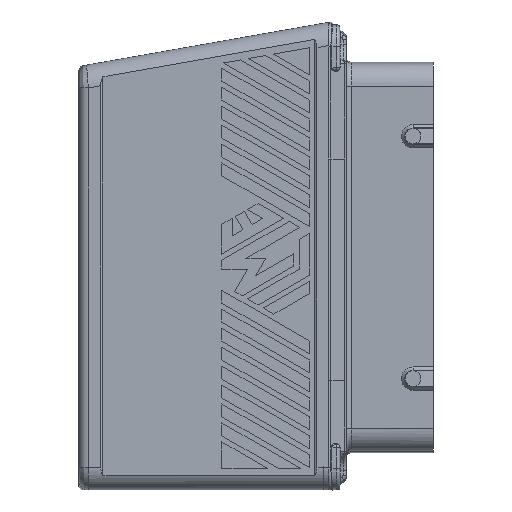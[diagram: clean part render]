
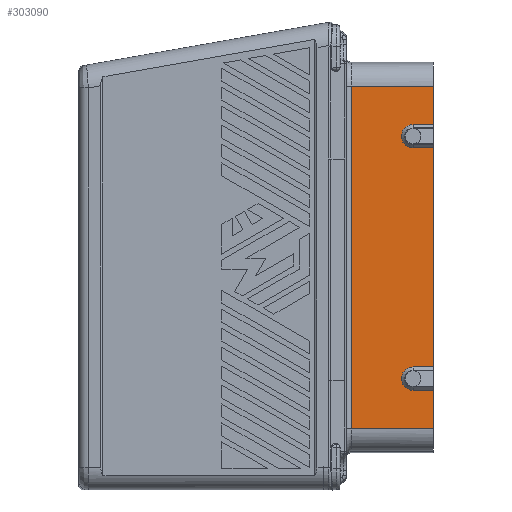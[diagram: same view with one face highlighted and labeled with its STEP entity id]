
A CAD part, left-side view. The second image highlights one B-rep face of the part: STEP entity #303090.
In plain terms, the highlighted planar face has unit normal (-1, 0, 0).
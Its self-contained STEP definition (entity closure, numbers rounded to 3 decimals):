
#233700=CARTESIAN_POINT('',(25.125,45.037,
48.654));
#233710=VERTEX_POINT('',#233700);
#301660=CARTESIAN_POINT('',(25.125,45.037,
-56.571));
#301670=VERTEX_POINT('',#301660);
#301870=CARTESIAN_POINT('',(25.125,20.,
-56.571));
#301880=DIRECTION('',(0.,1.,0.));
#301890=VECTOR('',#301880,1.);
#301900=LINE('',#301870,#301890);
#301910=CARTESIAN_POINT('',(25.125,19.783,
-56.571));
#301920=VERTEX_POINT('',#301910);
#301930=EDGE_CURVE('',#301920,#301670,#301900,.T.);
#302150=CARTESIAN_POINT('',(25.125,19.716,
-46.453));
#302160=DIRECTION('',(-1.,0.,0.));
#302170=DIRECTION('',(0.,0.,1.));
#302180=AXIS2_PLACEMENT_3D('',#302150,#302160,#302170);
#302190=PLANE('',#302180);
#302200=CARTESIAN_POINT('',(25.125,22.91,
29.69));
#302210=DIRECTION('',(0.,1.,0.));
#302220=VECTOR('',#302210,1.);
#302230=LINE('',#302200,#302220);
#302240=CARTESIAN_POINT('',(25.125,19.783,
29.69));
#302250=VERTEX_POINT('',#302240);
#302260=CARTESIAN_POINT('',(25.125,26.037,
29.69));
#302270=VERTEX_POINT('',#302260);
#302280=EDGE_CURVE('',#302250,#302270,#302230,.T.);
#302290=ORIENTED_EDGE('',*,*,#302280,.T.);
#302300=CARTESIAN_POINT('',(25.125,19.783,
-16.957));
#302310=DIRECTION('',(0.,0.,1.));
#302320=VECTOR('',#302310,1.);
#302330=LINE('',#302300,#302320);
#302340=CARTESIAN_POINT('',(25.125,19.783,
-37.598));
#302350=VERTEX_POINT('',#302340);
#302360=EDGE_CURVE('',#302350,#302250,#302330,.T.);
#302370=ORIENTED_EDGE('',*,*,#302360,.T.);
#302380=CARTESIAN_POINT('',(25.125,22.91,
-37.598));
#302390=DIRECTION('',(0.,-1.,0.));
#302400=VECTOR('',#302390,1.);
#302410=LINE('',#302380,#302400);
#302420=CARTESIAN_POINT('',(25.125,26.037,
-37.598));
#302430=VERTEX_POINT('',#302420);
#302440=EDGE_CURVE('',#302430,#302350,#302410,.T.);
#302450=ORIENTED_EDGE('',*,*,#302440,.T.);
#302460=CARTESIAN_POINT('',(25.125,26.037,
-41.198));
#302470=DIRECTION('',(1.,0.,0.));
#302480=DIRECTION('',(0.,0.,-1.));
#302490=AXIS2_PLACEMENT_3D('',#302460,#302470,#302480);
#302500=CIRCLE('',#302490,3.6);
#302510=CARTESIAN_POINT('',(25.125,26.037,
-44.798));
#302520=VERTEX_POINT('',#302510);
#302530=EDGE_CURVE('',#302520,#302430,#302500,.T.);
#302540=ORIENTED_EDGE('',*,*,#302530,.T.);
#302550=CARTESIAN_POINT('',(25.125,22.91,
-44.798));
#302560=DIRECTION('',(0.,1.,0.));
#302570=VECTOR('',#302560,1.);
#302580=LINE('',#302550,#302570);
#302590=CARTESIAN_POINT('',(25.125,19.783,
-44.798));
#302600=VERTEX_POINT('',#302590);
#302610=EDGE_CURVE('',#302600,#302520,#302580,.T.);
#302620=ORIENTED_EDGE('',*,*,#302610,.T.);
#302630=CARTESIAN_POINT('',(25.125,19.783,
-37.457));
#302640=DIRECTION('',(0.,0.,1.));
#302650=VECTOR('',#302640,1.);
#302660=LINE('',#302630,#302650);
#302670=EDGE_CURVE('',#301920,#302600,#302660,.T.);
#302680=ORIENTED_EDGE('',*,*,#302670,.T.);
#302690=ORIENTED_EDGE('',*,*,#301930,.F.);
#302700=CARTESIAN_POINT('',(25.125,45.037,
-41.453));
#302710=DIRECTION('',(0.,0.,1.));
#302720=VECTOR('',#302710,1.);
#302730=LINE('',#302700,#302720);
#302740=EDGE_CURVE('',#301670,#233710,#302730,.T.);
#302750=ORIENTED_EDGE('',*,*,#302740,.F.);
#302760=CARTESIAN_POINT('',(25.125,20.,
48.654));
#302770=DIRECTION('',(0.,-1.,0.));
#302780=VECTOR('',#302770,1.);
#302790=LINE('',#302760,#302780);
#302800=CARTESIAN_POINT('',(25.125,19.783,
48.654));
#302810=VERTEX_POINT('',#302800);
#302820=EDGE_CURVE('',#233710,#302810,#302790,.T.);
#302830=ORIENTED_EDGE('',*,*,#302820,.F.);
#302840=CARTESIAN_POINT('',(25.125,19.783,
9.533));
#302850=DIRECTION('',(0.,0.,1.));
#302860=VECTOR('',#302850,1.);
#302870=LINE('',#302840,#302860);
#302880=CARTESIAN_POINT('',(25.125,19.783,
36.89));
#302890=VERTEX_POINT('',#302880);
#302900=EDGE_CURVE('',#302890,#302810,#302870,.T.);
#302910=ORIENTED_EDGE('',*,*,#302900,.T.);
#302920=CARTESIAN_POINT('',(25.125,22.91,
36.89));
#302930=DIRECTION('',(0.,-1.,0.));
#302940=VECTOR('',#302930,1.);
#302950=LINE('',#302920,#302940);
#302960=CARTESIAN_POINT('',(25.125,26.037,
36.89));
#302970=VERTEX_POINT('',#302960);
#302980=EDGE_CURVE('',#302970,#302890,#302950,.T.);
#302990=ORIENTED_EDGE('',*,*,#302980,.T.);
#303000=CARTESIAN_POINT('',(25.125,26.037,
33.29));
#303010=DIRECTION('',(1.,0.,0.));
#303020=DIRECTION('',(0.,0.,-1.));
#303030=AXIS2_PLACEMENT_3D('',#303000,#303010,#303020);
#303040=CIRCLE('',#303030,3.6);
#303050=EDGE_CURVE('',#302270,#302970,#303040,.T.);
#303060=ORIENTED_EDGE('',*,*,#303050,.T.);
#303070=EDGE_LOOP('',(#303060,#302990,#302910,#302830,#302750,#302690,
#302680,#302620,#302540,#302450,#302370,#302290));
#303080=FACE_OUTER_BOUND('',#303070,.T.);
#303090=ADVANCED_FACE('',(#303080),#302190,.T.);
